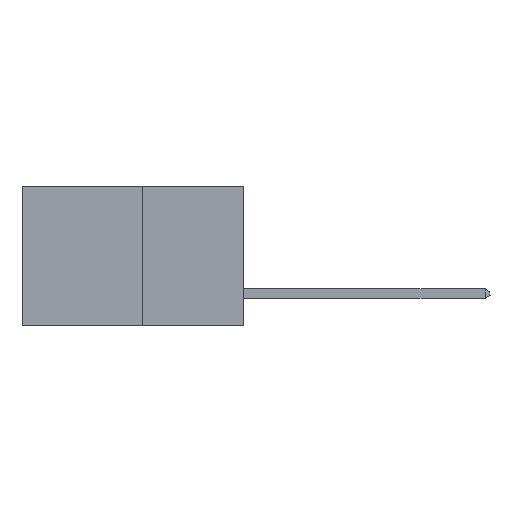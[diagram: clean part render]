
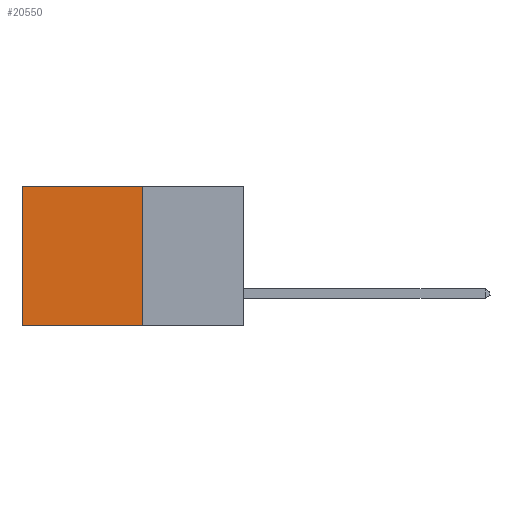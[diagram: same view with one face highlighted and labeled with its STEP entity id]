
A CAD part, left-side view. The second image highlights one B-rep face of the part: STEP entity #20550.
In plain terms, the highlighted planar face has unit normal (-1, 0, 0).
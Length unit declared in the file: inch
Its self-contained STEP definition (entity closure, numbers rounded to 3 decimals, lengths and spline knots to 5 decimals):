
#124 = DIRECTION ( 'NONE',  ( 1., 0., 0. ) ) ;
#292 = VECTOR ( 'NONE', #30007, 39.37008 ) ;
#2125 = CARTESIAN_POINT ( 'NONE',  ( 0.277, 0.27, 0. ) ) ;
#2568 = CARTESIAN_POINT ( 'NONE',  ( 0.277, 0.27, -0.37 ) ) ;
#2780 = DIRECTION ( 'NONE',  ( 0., 0., -1. ) ) ;
#3908 = EDGE_CURVE ( 'NONE', #20227, #8116, #12858, .T. ) ;
#4076 = VERTEX_POINT ( 'NONE', #2125 ) ;
#5328 = CARTESIAN_POINT ( 'NONE',  ( 0.277, 0.59, -0.37 ) ) ;
#6292 = AXIS2_PLACEMENT_3D ( 'NONE', #2568, #124, #17746 ) ;
#6458 = ORIENTED_EDGE ( 'NONE', *, *, #29925, .T. ) ;
#7079 = CARTESIAN_POINT ( 'NONE',  ( 0.277, 0.27, 0. ) ) ;
#8116 = VERTEX_POINT ( 'NONE', #5328 ) ;
#8446 = VECTOR ( 'NONE', #21334, 39.37008 ) ;
#8611 = LINE ( 'NONE', #7079, #27806 ) ;
#12698 = PLANE ( 'NONE',  #6292 ) ;
#12858 = LINE ( 'NONE', #20209, #8446 ) ;
#13345 = ORIENTED_EDGE ( 'NONE', *, *, #30563, .T. ) ;
#13536 = VERTEX_POINT ( 'NONE', #15761 ) ;
#15761 = CARTESIAN_POINT ( 'NONE',  ( 0.277, 0.59, 0. ) ) ;
#16524 = VECTOR ( 'NONE', #2780, 39.37008 ) ;
#16528 = CARTESIAN_POINT ( 'NONE',  ( 0.277, 0.27, -0.37 ) ) ;
#17378 = ORIENTED_EDGE ( 'NONE', *, *, #20583, .F. ) ;
#17746 = DIRECTION ( 'NONE',  ( 0., 0., -1. ) ) ;
#20077 = CARTESIAN_POINT ( 'NONE',  ( 0.277, 0.59, -0.37 ) ) ;
#20209 = CARTESIAN_POINT ( 'NONE',  ( 0.277, 0.27, -0.37 ) ) ;
#20227 = VERTEX_POINT ( 'NONE', #16528 ) ;
#20550 = ADVANCED_FACE ( 'NONE', ( #31261 ), #12698, .F. ) ;
#20583 = EDGE_CURVE ( 'NONE', #4076, #20227, #29729, .T. ) ;
#21140 = EDGE_LOOP ( 'NONE', ( #13345, #31682, #17378, #6458 ) ) ;
#21334 = DIRECTION ( 'NONE',  ( 0., 1., 0. ) ) ;
#22834 = CARTESIAN_POINT ( 'NONE',  ( 0.277, 0.27, -0.37 ) ) ;
#27094 = DIRECTION ( 'NONE',  ( 0., 1., 0. ) ) ;
#27806 = VECTOR ( 'NONE', #27094, 39.37008 ) ;
#29243 = LINE ( 'NONE', #20077, #292 ) ;
#29729 = LINE ( 'NONE', #22834, #16524 ) ;
#29925 = EDGE_CURVE ( 'NONE', #4076, #13536, #8611, .T. ) ;
#30007 = DIRECTION ( 'NONE',  ( 0., 0., -1. ) ) ;
#30563 = EDGE_CURVE ( 'NONE', #13536, #8116, #29243, .T. ) ;
#31261 = FACE_OUTER_BOUND ( 'NONE', #21140, .T. ) ;
#31682 = ORIENTED_EDGE ( 'NONE', *, *, #3908, .F. ) ;
